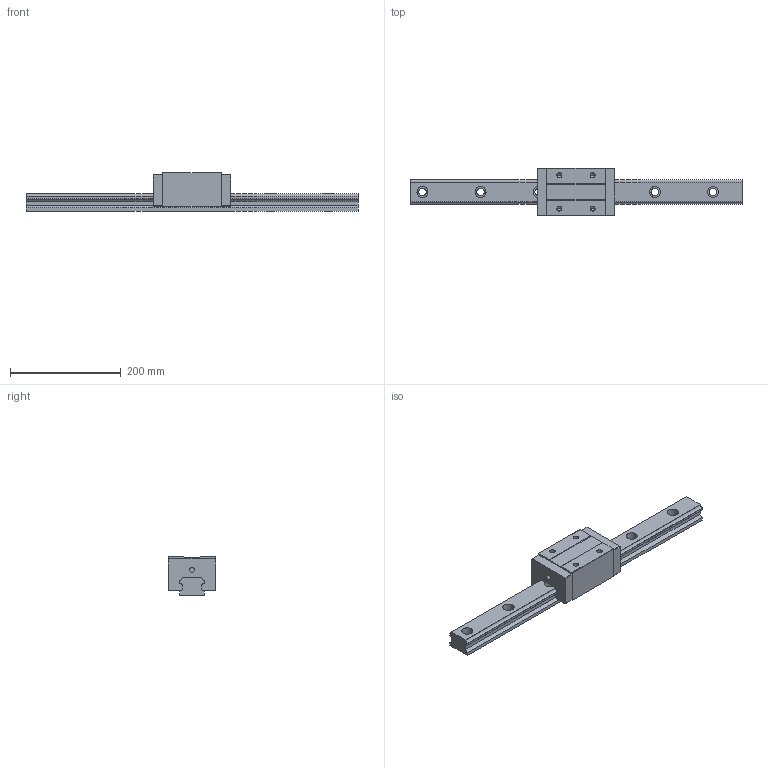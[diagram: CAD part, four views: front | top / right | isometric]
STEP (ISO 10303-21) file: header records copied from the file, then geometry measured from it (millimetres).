
FILE_DESCRIPTION (( 'STEP AP214' ), '1' );
FILE_NAME ('PBSA45NS.STEP', '2018-01-30T11:03:03', ( '' ), ( '' ), 'SwSTEP 2.0', 'SolidWorks 2017', '' );
FILE_SCHEMA (( 'AUTOMOTIVE_DESIGN' ));
Length unit declared in the file: millimetre
Products named in the file (1): PBSA45NS
Bounding box: 600 x 86 x 70 mm (x, y, z)
Volume: 1312322.7 mm3; surface area: 166067.1 mm2
Topology: 2 solids, 2 shells, 136 faces, 356 edges, 228 vertices
Faces by surface type: cylinder 60, plane 60, cone 16
Entity records: 4211 total; most frequent: DIRECTION 750, CARTESIAN_POINT 713, ORIENTED_EDGE 696, EDGE_CURVE 348, AXIS2_PLACEMENT_3D 265, VERTEX_POINT 228, LINE 220, VECTOR 220
